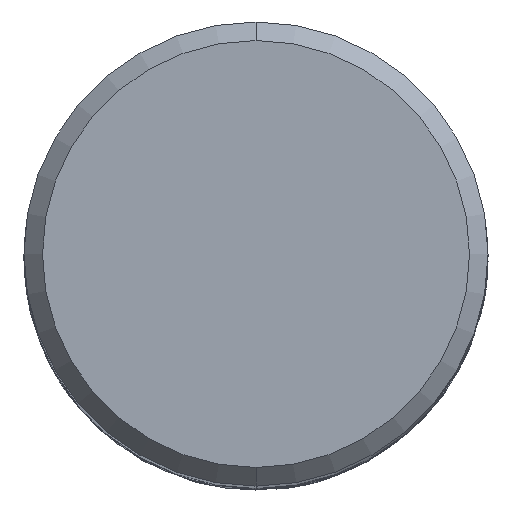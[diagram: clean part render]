
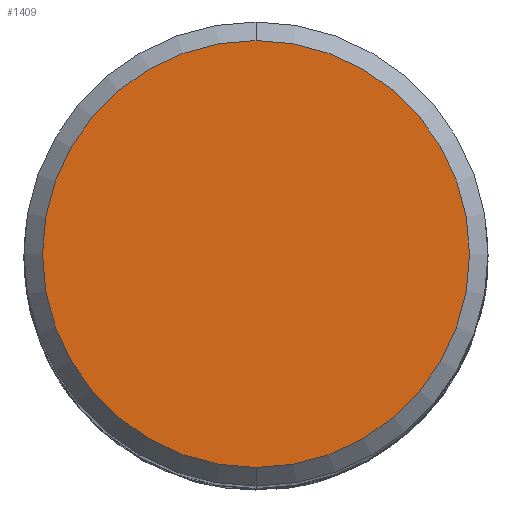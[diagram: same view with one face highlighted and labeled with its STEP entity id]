
A CAD part, top view. The second image highlights one B-rep face of the part: STEP entity #1409.
In plain terms, the highlighted planar face has unit normal (0, 0, 1).
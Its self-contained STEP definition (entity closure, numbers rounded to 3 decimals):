
#1111=EDGE_CURVE('',#1343,#1375,#2301,.T.);
#1129=EDGE_CURVE('',#1375,#1343,#2321,.T.);
#1343=VERTEX_POINT('',#2553);
#1375=VERTEX_POINT('',#2588);
#1409=ADVANCED_FACE('',(#2628),#2629,.T.);
#2301=CIRCLE('',#8558,11.5);
#2321=CIRCLE('',#8679,11.5);
#2553=CARTESIAN_POINT('',(0.0,11.5,0.0));
#2588=CARTESIAN_POINT('',(0.,-11.5,0.0));
#2628=FACE_OUTER_BOUND('',#11364,.T.);
#2629=PLANE('',#11365);
#8558=AXIS2_PLACEMENT_3D('',#15945,#15946,#15947);
#8679=AXIS2_PLACEMENT_3D('',#15964,#15965,#15966);
#11364=EDGE_LOOP('',(#16265,#16266));
#11365=AXIS2_PLACEMENT_3D('',#16267,#16268,#16269);
#15945=CARTESIAN_POINT('',(0.0,0.0,0.0));
#15946=DIRECTION('',(0.0,0.0,-1.0));
#15947=DIRECTION('',(0.0,1.0,0.0));
#15964=CARTESIAN_POINT('',(0.0,0.0,0.0));
#15965=DIRECTION('',(0.0,0.0,-1.0));
#15966=DIRECTION('',(0.0,1.0,0.0));
#16265=ORIENTED_EDGE('',*,*,#1111,.F.);
#16266=ORIENTED_EDGE('',*,*,#1129,.F.);
#16267=CARTESIAN_POINT('',(0.0,5.75,0.0));
#16268=DIRECTION('',(-0.0,0.0,1.0));
#16269=DIRECTION('',(0.0,-1.0,0.0));
